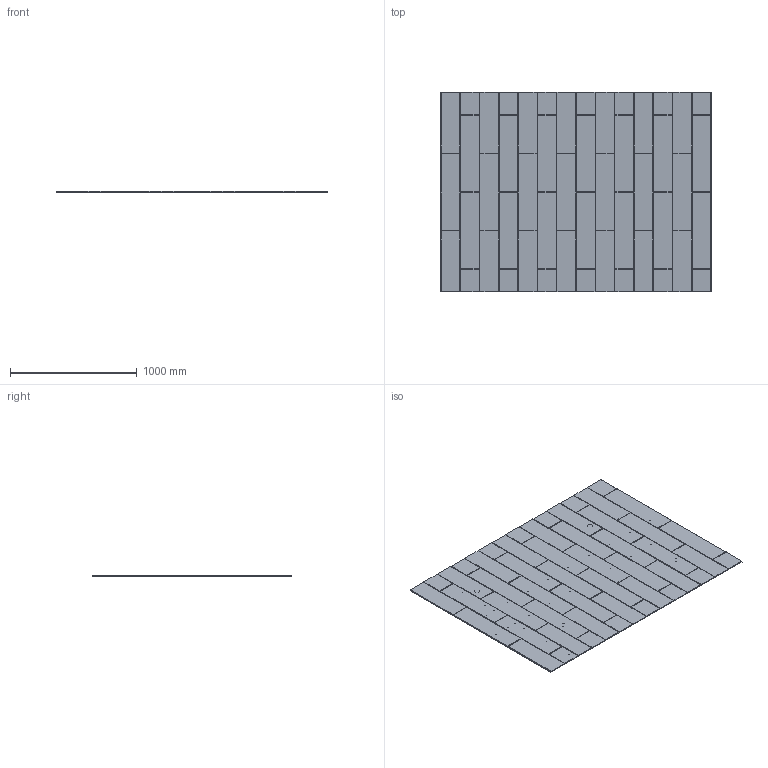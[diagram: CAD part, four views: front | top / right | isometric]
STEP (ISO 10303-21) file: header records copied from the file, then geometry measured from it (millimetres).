
FILE_DESCRIPTION (( 'STEP AP203' ), '1' );
FILE_NAME ('MSMK8462.STEP', '2021-10-26T14:06:40', ( '' ), ( '' ), 'SwSTEP 2.0', 'SolidWorks 2020', '' );
FILE_SCHEMA (( 'CONFIG_CONTROL_DESIGN' ));
Products named in the file (1): MSMK8462
Bounding box: 2133.6 x 1574.8 x 9.53 mm (x, y, z)
Volume: 31916222.9 mm3; surface area: 6806682.8 mm2
Topology: 1 solids, 1 shells, 998 faces, 2503 edges, 1557 vertices
Faces by surface type: cylinder 391, bspline 275, plane 255, torus 64, cone 8, sphere 5
Entity records: 62757 total; most frequent: CARTESIAN_POINT 41791, ORIENTED_EDGE 5004, DIRECTION 3161, EDGE_CURVE 2502, VERTEX_POINT 1557, B_SPLINE_CURVE_WITH_KNOTS 1160, AXIS2_PLACEMENT_3D 1095, EDGE_LOOP 1049
